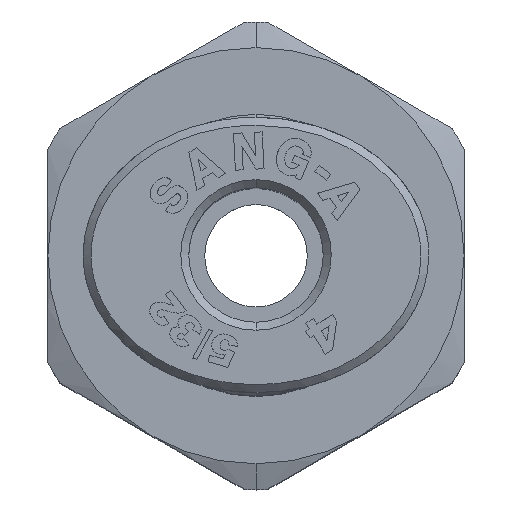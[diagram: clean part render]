
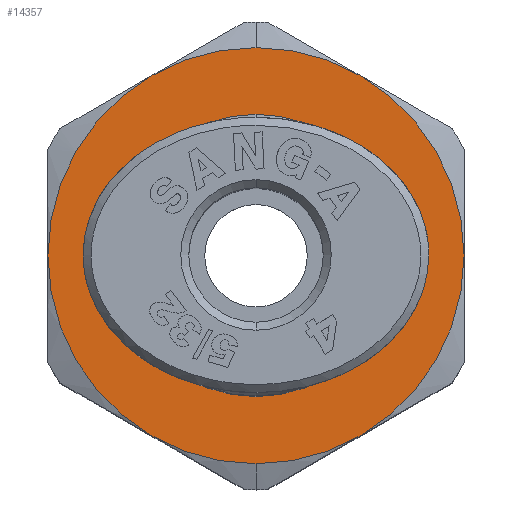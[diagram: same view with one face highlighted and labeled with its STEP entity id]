
A CAD part, top view. The second image highlights one B-rep face of the part: STEP entity #14357.
In plain terms, the highlighted planar face has unit normal (0, 0, 1).
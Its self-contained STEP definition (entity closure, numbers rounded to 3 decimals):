
#183=CARTESIAN_POINT('',(-4.4,0.0,0.35));
#184=VERTEX_POINT('',#183);
#191=CARTESIAN_POINT('',(4.4,0.,0.35));
#192=VERTEX_POINT('',#191);
#193=CARTESIAN_POINT('',(0.0,0.0,0.35));
#194=DIRECTION('',(0.0,0.0,1.0));
#195=DIRECTION('',(-1.0,0.0,0.0));
#196=AXIS2_PLACEMENT_3D('',#193,#194,#195);
#197=CIRCLE('',#196,4.4);
#198=EDGE_CURVE('',#184,#192,#197,.T.);
#297=CARTESIAN_POINT('',(6.5,0.,0.35));
#298=VERTEX_POINT('',#297);
#314=CARTESIAN_POINT('',(5.629,3.25,0.35));
#315=VERTEX_POINT('',#314);
#329=CARTESIAN_POINT('',(0.0,0.,0.35));
#330=DIRECTION('',(0.0,0.0,1.0));
#331=DIRECTION('',(-1.0,0.0,0.0));
#332=AXIS2_PLACEMENT_3D('',#329,#330,#331);
#333=CIRCLE('',#332,6.5);
#334=EDGE_CURVE('',#298,#315,#333,.T.);
#344=CARTESIAN_POINT('',(-6.5,0.,0.35));
#345=VERTEX_POINT('',#344);
#354=CARTESIAN_POINT('',(-5.629,3.25,0.35));
#355=VERTEX_POINT('',#354);
#356=CARTESIAN_POINT('',(0.0,0.,0.35));
#357=DIRECTION('',(0.0,0.0,1.0));
#358=DIRECTION('',(-1.0,0.0,0.0));
#359=AXIS2_PLACEMENT_3D('',#356,#357,#358);
#360=CIRCLE('',#359,6.5);
#361=EDGE_CURVE('',#355,#345,#360,.T.);
#13772=CARTESIAN_POINT('',(0.,-6.5,0.35));
#13773=VERTEX_POINT('',#13772);
#13856=CARTESIAN_POINT('',(-5.629,-3.25,0.35));
#13857=VERTEX_POINT('',#13856);
#13996=CARTESIAN_POINT('',(0.,6.5,0.35));
#13997=VERTEX_POINT('',#13996);
#14134=CARTESIAN_POINT('',(5.629,-3.25,0.35));
#14135=VERTEX_POINT('',#14134);
#14149=CARTESIAN_POINT('',(0.0,0.,0.35));
#14150=DIRECTION('',(0.0,0.0,1.0));
#14151=DIRECTION('',(-1.0,0.0,0.0));
#14152=AXIS2_PLACEMENT_3D('',#14149,#14150,#14151);
#14153=CIRCLE('',#14152,6.5);
#14154=EDGE_CURVE('',#13773,#14135,#14153,.T.);
#14167=CARTESIAN_POINT('',(0.0,0.,0.35));
#14168=DIRECTION('',(0.0,0.0,1.0));
#14169=DIRECTION('',(-1.0,0.0,0.0));
#14170=AXIS2_PLACEMENT_3D('',#14167,#14168,#14169);
#14171=CIRCLE('',#14170,6.5);
#14172=EDGE_CURVE('',#13857,#13773,#14171,.T.);
#14186=CARTESIAN_POINT('',(0.0,0.,0.35));
#14187=DIRECTION('',(0.0,0.0,1.0));
#14188=DIRECTION('',(-1.0,0.0,0.0));
#14189=AXIS2_PLACEMENT_3D('',#14186,#14187,#14188);
#14190=CIRCLE('',#14189,6.5);
#14191=EDGE_CURVE('',#345,#13857,#14190,.T.);
#14203=CARTESIAN_POINT('',(0.0,0.,0.35));
#14204=DIRECTION('',(0.0,0.0,1.0));
#14205=DIRECTION('',(-1.0,0.0,0.0));
#14206=AXIS2_PLACEMENT_3D('',#14203,#14204,#14205);
#14207=CIRCLE('',#14206,6.5);
#14208=EDGE_CURVE('',#13997,#355,#14207,.T.);
#14221=CARTESIAN_POINT('',(0.0,0.,0.35));
#14222=DIRECTION('',(0.0,0.0,1.0));
#14223=DIRECTION('',(-1.0,0.0,0.0));
#14224=AXIS2_PLACEMENT_3D('',#14221,#14222,#14223);
#14225=CIRCLE('',#14224,6.5);
#14226=EDGE_CURVE('',#315,#13997,#14225,.T.);
#14238=CARTESIAN_POINT('',(0.0,0.,0.35));
#14239=DIRECTION('',(0.0,0.0,1.0));
#14240=DIRECTION('',(-1.0,0.0,0.0));
#14241=AXIS2_PLACEMENT_3D('',#14238,#14239,#14240);
#14242=CIRCLE('',#14241,6.5);
#14243=EDGE_CURVE('',#14135,#298,#14242,.T.);
#14332=CARTESIAN_POINT('',(0.,0.,0.35));
#14333=DIRECTION('',(0.0,0.0,1.0));
#14334=DIRECTION('',(1.0,0.0,0.0));
#14335=AXIS2_PLACEMENT_3D('',#14332,#14333,#14334);
#14336=PLANE('',#14335);
#14337=ORIENTED_EDGE('',*,*,#14243,.T.);
#14338=ORIENTED_EDGE('',*,*,#334,.T.);
#14339=ORIENTED_EDGE('',*,*,#14226,.T.);
#14340=ORIENTED_EDGE('',*,*,#14208,.T.);
#14341=ORIENTED_EDGE('',*,*,#361,.T.);
#14342=ORIENTED_EDGE('',*,*,#14191,.T.);
#14343=ORIENTED_EDGE('',*,*,#14172,.T.);
#14344=ORIENTED_EDGE('',*,*,#14154,.T.);
#14345=EDGE_LOOP('',(#14337,#14338,#14339,#14340,#14341,#14342,#14343,#14344));
#14346=FACE_OUTER_BOUND('',#14345,.T.);
#14347=ORIENTED_EDGE('',*,*,#198,.F.);
#14348=CARTESIAN_POINT('',(0.0,0.0,0.35));
#14349=DIRECTION('',(0.0,0.0,1.0));
#14350=DIRECTION('',(-1.0,0.0,0.0));
#14351=AXIS2_PLACEMENT_3D('',#14348,#14349,#14350);
#14352=CIRCLE('',#14351,4.4);
#14353=EDGE_CURVE('',#192,#184,#14352,.T.);
#14354=ORIENTED_EDGE('',*,*,#14353,.F.);
#14355=EDGE_LOOP('',(#14347,#14354));
#14356=FACE_BOUND('',#14355,.T.);
#14357=ADVANCED_FACE('',(#14346,#14356),#14336,.T.);
